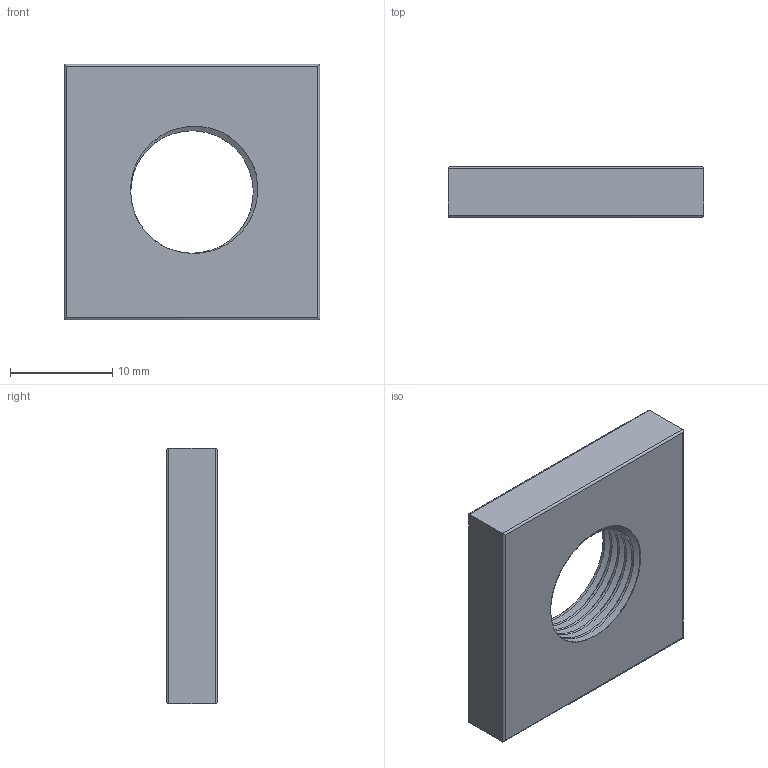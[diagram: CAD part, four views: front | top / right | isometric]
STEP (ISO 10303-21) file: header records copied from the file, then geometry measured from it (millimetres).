
FILE_DESCRIPTION (( 'STEP AP203' ), '1' );
FILE_NAME ('3D_R6450_M12_173483300.STEP', '2024-08-26T13:57:22', ( '' ), ( '' ), 'SwSTEP 2.0', 'SolidWorks 2024', '' );
FILE_SCHEMA (( 'CONFIG_CONTROL_DESIGN' ));
Length unit declared in the file: millimetre
Products named in the file (1): 3D_R6450_M12_173483300
Bounding box: 25 x 5 x 25 mm (x, y, z)
Volume: 2510.7 mm3; surface area: 1807.9 mm2
Topology: 1 solids, 1 shells, 28 faces, 69 edges, 43 vertices
Faces by surface type: cylinder 19, plane 6, bspline 3
Entity records: 2288 total; most frequent: CARTESIAN_POINT 1662, ORIENTED_EDGE 138, DIRECTION 86, EDGE_CURVE 69, VERTEX_POINT 43, LINE 30, EDGE_LOOP 30, VECTOR 30
